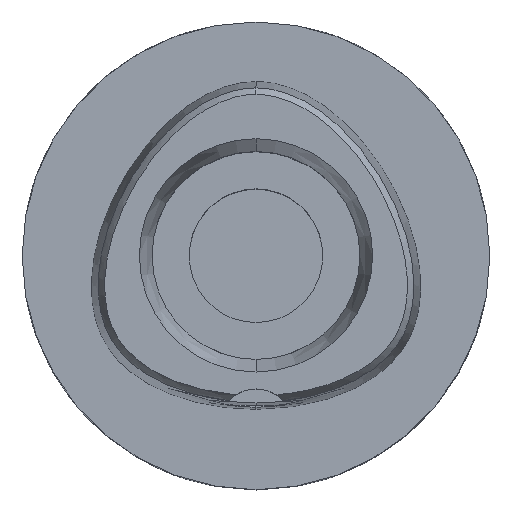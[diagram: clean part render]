
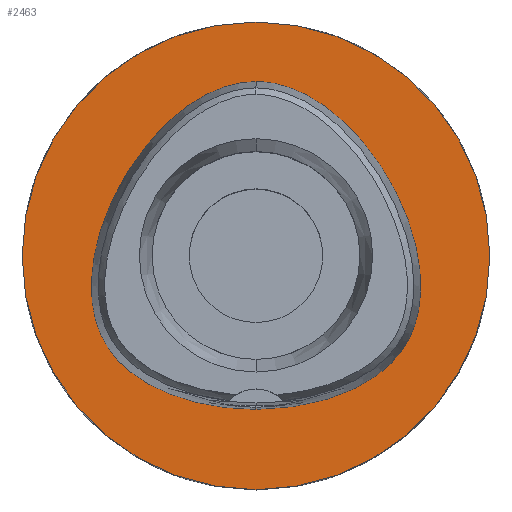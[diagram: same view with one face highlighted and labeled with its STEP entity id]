
A CAD part, top view. The second image highlights one B-rep face of the part: STEP entity #2463.
In plain terms, the highlighted planar face has unit normal (0, 0, 1).
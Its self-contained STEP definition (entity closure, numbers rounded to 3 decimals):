
#282=CARTESIAN_POINT('',(0.,0.,0.));
#283=DIRECTION('',(0.,0.,-1.));
#284=DIRECTION('',(0.,-1.,0.));
#285=AXIS2_PLACEMENT_3D('',#282,#283,#284);
#290=CARTESIAN_POINT('',(0.,0.,0.));
#291=DIRECTION('',(0.,0.,-1.));
#292=DIRECTION('',(0.,1.,0.));
#293=AXIS2_PLACEMENT_3D('',#290,#291,#292);
#298=CARTESIAN_POINT('',(0.,-20.675,0.));
#299=CARTESIAN_POINT('',(0.942,-20.675,0.));
#300=CARTESIAN_POINT('',(2.793,-20.601,
0.));
#301=CARTESIAN_POINT('',(5.508,-20.278,0.));
#302=CARTESIAN_POINT('',(8.042,-19.765,0.));
#303=CARTESIAN_POINT('',(10.347,-19.099,0.));
#304=CARTESIAN_POINT('',(12.396,-18.315,0.));
#305=CARTESIAN_POINT('',(14.187,-17.445,0.));
#306=CARTESIAN_POINT('',(15.732,-16.514,0.));
#307=CARTESIAN_POINT('',(17.053,-15.542,0.));
#308=CARTESIAN_POINT('',(18.174,-14.539,0.));
#309=CARTESIAN_POINT('',(19.118,-13.51,0.));
#310=CARTESIAN_POINT('',(19.901,-12.465,0.));
#311=CARTESIAN_POINT('',(20.553,-11.38,0.));
#312=CARTESIAN_POINT('',(21.1,-10.212,0.));
#313=CARTESIAN_POINT('',(21.551,-8.925,0.));
#314=CARTESIAN_POINT('',(21.897,-7.501,0.));
#315=CARTESIAN_POINT('',(22.123,-5.925,0.));
#316=CARTESIAN_POINT('',(22.208,-4.18,0.));
#317=CARTESIAN_POINT('',(22.127,-2.254,0.));
#318=CARTESIAN_POINT('',(21.852,-0.146,0.));
#319=CARTESIAN_POINT('',(21.355,2.134,0.));
#320=CARTESIAN_POINT('',(20.614,4.552,0.));
#321=CARTESIAN_POINT('',(19.621,7.051,0.));
#322=CARTESIAN_POINT('',(18.388,9.551,0.));
#323=CARTESIAN_POINT('',(16.95,11.965,0.));
#324=CARTESIAN_POINT('',(15.354,14.218,0.));
#325=CARTESIAN_POINT('',(13.661,16.243,0.));
#326=CARTESIAN_POINT('',(11.931,17.998,0.));
#327=CARTESIAN_POINT('',(10.215,19.471,0.));
#328=CARTESIAN_POINT('',(8.546,20.672,0.));
#329=CARTESIAN_POINT('',(6.943,21.621,0.));
#330=CARTESIAN_POINT('',(5.416,22.346,0.));
#331=CARTESIAN_POINT('',(3.964,22.874,0.));
#332=CARTESIAN_POINT('',(2.581,23.23,0.));
#333=CARTESIAN_POINT('',(1.262,23.432,
0.));
#334=CARTESIAN_POINT('',(0.415,23.475,
0.));
#335=CARTESIAN_POINT('',(0.,23.475,
0.));
#340=CARTESIAN_POINT('',(0.,23.475,
0.));
#341=CARTESIAN_POINT('',(-0.415,23.475,
0.));
#342=CARTESIAN_POINT('',(-1.262,23.432,
0.));
#343=CARTESIAN_POINT('',(-2.581,23.23,0.));
#344=CARTESIAN_POINT('',(-3.964,22.874,0.));
#345=CARTESIAN_POINT('',(-5.416,22.346,0.));
#346=CARTESIAN_POINT('',(-6.944,21.621,0.));
#347=CARTESIAN_POINT('',(-8.547,20.671,0.));
#348=CARTESIAN_POINT('',(-10.216,19.471,0.));
#349=CARTESIAN_POINT('',(-11.933,17.997,0.));
#350=CARTESIAN_POINT('',(-13.662,16.241,0.));
#351=CARTESIAN_POINT('',(-15.355,14.216,0.));
#352=CARTESIAN_POINT('',(-16.952,11.963,0.));
#353=CARTESIAN_POINT('',(-18.389,9.549,0.));
#354=CARTESIAN_POINT('',(-19.621,7.049,0.));
#355=CARTESIAN_POINT('',(-20.614,4.551,0.));
#356=CARTESIAN_POINT('',(-21.355,2.134,0.));
#357=CARTESIAN_POINT('',(-21.852,-0.146,0.));
#358=CARTESIAN_POINT('',(-22.127,-2.254,0.));
#359=CARTESIAN_POINT('',(-22.208,-4.179,0.));
#360=CARTESIAN_POINT('',(-22.123,-5.924,0.));
#361=CARTESIAN_POINT('',(-21.897,-7.5,0.));
#362=CARTESIAN_POINT('',(-21.552,-8.924,0.));
#363=CARTESIAN_POINT('',(-21.1,-10.212,0.));
#364=CARTESIAN_POINT('',(-20.554,-11.379,0.));
#365=CARTESIAN_POINT('',(-19.903,-12.463,0.));
#366=CARTESIAN_POINT('',(-19.121,-13.507,0.));
#367=CARTESIAN_POINT('',(-18.176,-14.537,0.));
#368=CARTESIAN_POINT('',(-17.056,-15.539,0.));
#369=CARTESIAN_POINT('',(-15.735,-16.512,0.));
#370=CARTESIAN_POINT('',(-14.19,-17.443,0.));
#371=CARTESIAN_POINT('',(-12.399,-18.313,0.));
#372=CARTESIAN_POINT('',(-10.35,-19.098,0.));
#373=CARTESIAN_POINT('',(-8.044,-19.765,0.));
#374=CARTESIAN_POINT('',(-5.509,-20.277,0.));
#375=CARTESIAN_POINT('',(-2.794,-20.601,
0.));
#376=CARTESIAN_POINT('',(-0.943,-20.675,0.));
#377=CARTESIAN_POINT('',(0.,-20.675,0.));
#1604=VERTEX_POINT('',#340);
#1605=VERTEX_POINT('',#377);
#1610=CARTESIAN_POINT('',(0.,-31.5,0.));
#1611=CARTESIAN_POINT('',(0.,31.5,0.));
#1612=VERTEX_POINT('',#1610);
#1613=VERTEX_POINT('',#1611);
#2447=CARTESIAN_POINT('',(0.,0.,0.));
#2448=DIRECTION('',(0.,0.,-1.));
#2449=DIRECTION('',(0.,-1.,0.));
#2450=AXIS2_PLACEMENT_3D('',#2447,#2448,#2449);
#2451=PLANE('',#2450);
#2453=ORIENTED_EDGE('',*,*,#2452,.T.);
#2455=ORIENTED_EDGE('',*,*,#2454,.T.);
#2456=EDGE_LOOP('',(#2453,#2455));
#2457=FACE_OUTER_BOUND('',#2456,.F.);
#2459=ORIENTED_EDGE('',*,*,#2458,.T.);
#2460=ORIENTED_EDGE('',*,*,#2430,.T.);
#2461=EDGE_LOOP('',(#2459,#2460));
#2462=FACE_BOUND('',#2461,.F.);
#286=CIRCLE('',#285,31.5);
#294=CIRCLE('',#293,31.5);
#336=B_SPLINE_CURVE_WITH_KNOTS('',3,(#298,#299,#300,#301,#302,#303,#304,#305,
#306,#307,#308,#309,#310,#311,#312,#313,#314,#315,#316,#317,#318,#319,#320,#321,
#322,#323,#324,#325,#326,#327,#328,#329,#330,#331,#332,#333,#334,#335),
.UNSPECIFIED.,.F.,.F.,(4,1,1,1,1,1,1,1,1,1,1,1,1,1,1,1,1,1,1,1,1,1,1,1,1,1,1,1,
1,1,1,1,1,1,1,4),(0.,0.029,0.057,0.086,
0.114,0.143,0.171,0.2,0.229,
0.257,0.286,0.314,0.343,
0.371,0.4,0.429,0.457,0.486,
0.514,0.543,0.571,0.6,0.629,
0.657,0.686,0.714,0.743,
0.771,0.8,0.829,0.857,0.886,
0.914,0.943,0.971,1.),.UNSPECIFIED.);
#378=B_SPLINE_CURVE_WITH_KNOTS('',3,(#340,#341,#342,#343,#344,#345,#346,#347,
#348,#349,#350,#351,#352,#353,#354,#355,#356,#357,#358,#359,#360,#361,#362,#363,
#364,#365,#366,#367,#368,#369,#370,#371,#372,#373,#374,#375,#376,#377),
.UNSPECIFIED.,.F.,.F.,(4,1,1,1,1,1,1,1,1,1,1,1,1,1,1,1,1,1,1,1,1,1,1,1,1,1,1,1,
1,1,1,1,1,1,1,4),(0.,0.029,0.057,0.086,
0.114,0.143,0.171,0.2,0.229,
0.257,0.286,0.314,0.343,
0.371,0.4,0.429,0.457,0.486,
0.514,0.543,0.571,0.6,0.629,
0.657,0.686,0.714,0.743,
0.771,0.8,0.829,0.857,0.886,
0.914,0.943,0.971,1.),.UNSPECIFIED.);
#2430=EDGE_CURVE('',#1604,#1605,#378,.T.);
#2452=EDGE_CURVE('',#1612,#1613,#286,.T.);
#2454=EDGE_CURVE('',#1613,#1612,#294,.T.);
#2458=EDGE_CURVE('',#1605,#1604,#336,.T.);
#2463=ADVANCED_FACE('',(#2457,#2462),#2451,.F.);
